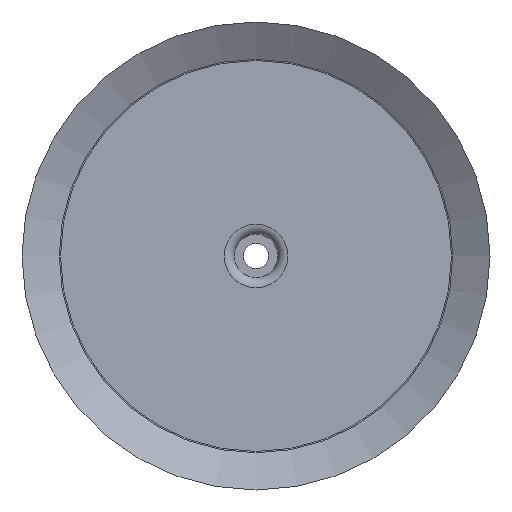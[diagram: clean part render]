
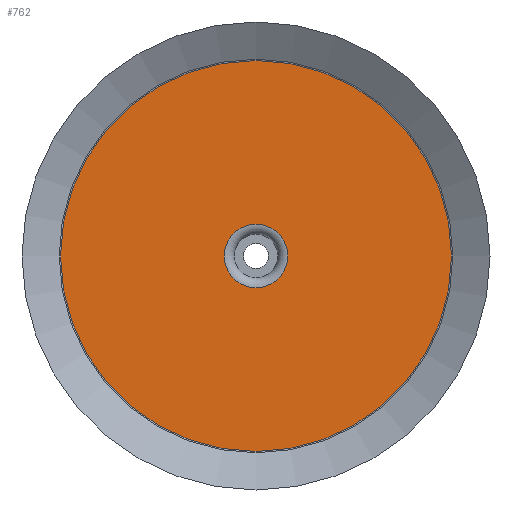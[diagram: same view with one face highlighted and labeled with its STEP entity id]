
A CAD part, front view. The second image highlights one B-rep face of the part: STEP entity #762.
In plain terms, the highlighted planar face has unit normal (0, -1, 0).
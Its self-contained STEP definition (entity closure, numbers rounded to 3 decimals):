
#70=PLANE('',#832);
#98=CIRCLE('',#831,31.331);
#99=CIRCLE('',#833,5.1);
#203=ORIENTED_EDGE('',*,*,#264,.F.);
#204=ORIENTED_EDGE('',*,*,#263,.T.);
#263=EDGE_CURVE('',#306,#306,#98,.T.);
#264=EDGE_CURVE('',#307,#307,#99,.T.);
#306=VERTEX_POINT('',#1152);
#307=VERTEX_POINT('',#1155);
#377=EDGE_LOOP('',(#203));
#378=EDGE_LOOP('',(#204));
#441=FACE_BOUND('',#377,.T.);
#442=FACE_BOUND('',#378,.T.);
#762=ADVANCED_FACE('',(#441,#442),#70,.F.);
#831=AXIS2_PLACEMENT_3D('',#1151,#973,#974);
#832=AXIS2_PLACEMENT_3D('',#1153,#975,#976);
#833=AXIS2_PLACEMENT_3D('',#1154,#977,#978);
#973=DIRECTION('',(0.,-1.,0.));
#974=DIRECTION('',(0.,0.,-1.));
#975=DIRECTION('',(0.,1.,0.));
#976=DIRECTION('',(0.,0.,1.));
#977=DIRECTION('',(0.,-1.,0.));
#978=DIRECTION('',(0.,0.,-1.));
#1151=CARTESIAN_POINT('',(0.,3.5,0.));
#1152=CARTESIAN_POINT('',(0.,3.5,-31.331));
#1153=CARTESIAN_POINT('',(31.331,3.5,0.));
#1154=CARTESIAN_POINT('',(0.,3.5,0.));
#1155=CARTESIAN_POINT('',(0.,3.5,-5.1));
